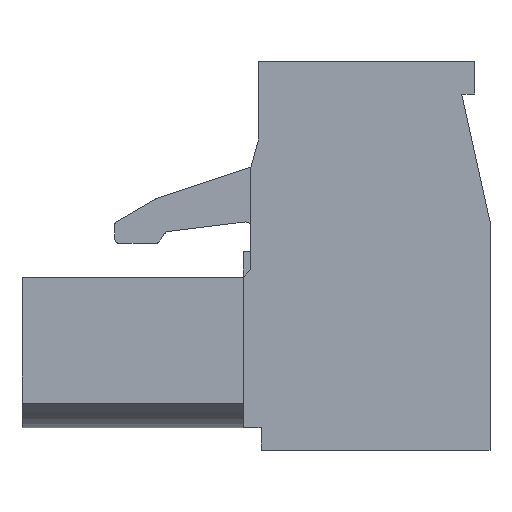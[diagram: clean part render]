
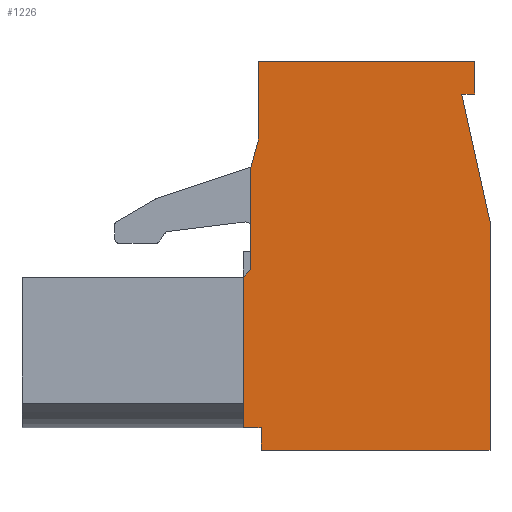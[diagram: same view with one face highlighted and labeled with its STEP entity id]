
A CAD part, left-side view. The second image highlights one B-rep face of the part: STEP entity #1226.
In plain terms, the highlighted planar face has unit normal (-1, 0, 0).
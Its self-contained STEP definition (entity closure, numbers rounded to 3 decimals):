
#1226 = ADVANCED_FACE( '', ( #2420 ), #2421, .F. );
#2420 = FACE_OUTER_BOUND( '', #3578, .T. );
#2421 = PLANE( '', #3579 );
#3578 = EDGE_LOOP( '', ( #6917, #6918, #6919, #6920, #6921, #6922, #6923, #6924, #6925, #6926, #6927, #6928, #6929 ) );
#3579 = AXIS2_PLACEMENT_3D( '', #6930, #6931, #6932 );
#6917 = ORIENTED_EDGE( '', *, *, #7037, .T. );
#6918 = ORIENTED_EDGE( '', *, *, #7052, .T. );
#6919 = ORIENTED_EDGE( '', *, *, #7847, .T. );
#6920 = ORIENTED_EDGE( '', *, *, #7516, .T. );
#6921 = ORIENTED_EDGE( '', *, *, #8191, .T. );
#6922 = ORIENTED_EDGE( '', *, *, #7127, .T. );
#6923 = ORIENTED_EDGE( '', *, *, #8160, .T. );
#6924 = ORIENTED_EDGE( '', *, *, #7790, .T. );
#6925 = ORIENTED_EDGE( '', *, *, #8304, .T. );
#6926 = ORIENTED_EDGE( '', *, *, #7218, .T. );
#6927 = ORIENTED_EDGE( '', *, *, #8226, .T. );
#6928 = ORIENTED_EDGE( '', *, *, #7337, .T. );
#6929 = ORIENTED_EDGE( '', *, *, #7468, .T. );
#6930 = CARTESIAN_POINT( '', ( -5.13, 0., 0. ) );
#6931 = DIRECTION( '', ( 1., 0., 0. ) );
#6932 = DIRECTION( '', ( 0., 0., -1. ) );
#7037 = EDGE_CURVE( '', #8395, #8403, #8405, .T. );
#7052 = EDGE_CURVE( '', #8403, #8429, #8432, .T. );
#7127 = EDGE_CURVE( '', #8563, #8561, #8564, .T. );
#7218 = EDGE_CURVE( '', #8726, #8724, #8727, .T. );
#7337 = EDGE_CURVE( '', #8926, #8924, #8927, .T. );
#7468 = EDGE_CURVE( '', #8924, #8395, #9143, .T. );
#7516 = EDGE_CURVE( '', #9218, #9216, #9219, .T. );
#7790 = EDGE_CURVE( '', #9634, #9632, #9635, .T. );
#7847 = EDGE_CURVE( '', #8429, #9218, #9718, .T. );
#8160 = EDGE_CURVE( '', #8561, #9634, #10116, .T. );
#8191 = EDGE_CURVE( '', #9216, #8563, #10152, .T. );
#8226 = EDGE_CURVE( '', #8724, #8926, #10188, .T. );
#8304 = EDGE_CURVE( '', #9632, #8726, #10266, .T. );
#8395 = VERTEX_POINT( '', #10389 );
#8403 = VERTEX_POINT( '', #10401 );
#8405 = LINE( '', #10404, #10405 );
#8429 = VERTEX_POINT( '', #10439 );
#8432 = LINE( '', #10443, #10444 );
#8561 = VERTEX_POINT( '', #10623 );
#8563 = VERTEX_POINT( '', #10626 );
#8564 = LINE( '', #10627, #10628 );
#8724 = VERTEX_POINT( '', #10849 );
#8726 = VERTEX_POINT( '', #10852 );
#8727 = LINE( '', #10853, #10854 );
#8924 = VERTEX_POINT( '', #11138 );
#8926 = VERTEX_POINT( '', #11141 );
#8927 = LINE( '', #11142, #11143 );
#9143 = LINE( '', #11459, #11460 );
#9216 = VERTEX_POINT( '', #11567 );
#9218 = VERTEX_POINT( '', #11570 );
#9219 = LINE( '', #11571, #11572 );
#9632 = VERTEX_POINT( '', #12159 );
#9634 = VERTEX_POINT( '', #12162 );
#9635 = LINE( '', #12163, #12164 );
#9718 = LINE( '', #12281, #12282 );
#10116 = LINE( '', #12873, #12874 );
#10152 = LINE( '', #12924, #12925 );
#10188 = LINE( '', #12975, #12976 );
#10266 = LINE( '', #13073, #13074 );
#10389 = CARTESIAN_POINT( '', ( -5.13, 4.85, 2.575 ) );
#10401 = CARTESIAN_POINT( '', ( -5.13, 5.15, 2.275 ) );
#10404 = CARTESIAN_POINT( '', ( -5.13, 4.85, 2.575 ) );
#10405 = VECTOR( '', #13131, 1000. );
#10439 = CARTESIAN_POINT( '', ( -5.13, 5.15, -3.575 ) );
#10443 = CARTESIAN_POINT( '', ( -5.13, 5.15, 2.275 ) );
#10444 = VECTOR( '', #13143, 1000. );
#10623 = CARTESIAN_POINT( '', ( -5.13, -4.45, 4.45 ) );
#10626 = CARTESIAN_POINT( '', ( -5.13, -4.45, -4.45 ) );
#10627 = CARTESIAN_POINT( '', ( -5.13, -4.45, -4.45 ) );
#10628 = VECTOR( '', #13222, 1000. );
#10849 = CARTESIAN_POINT( '', ( -5.13, 4.55, 10.65 ) );
#10852 = CARTESIAN_POINT( '', ( -5.13, -3.85, 10.65 ) );
#10853 = CARTESIAN_POINT( '', ( -5.13, -3.85, 10.65 ) );
#10854 = VECTOR( '', #13321, 1000. );
#11138 = CARTESIAN_POINT( '', ( -5.13, 4.85, 6.55 ) );
#11141 = CARTESIAN_POINT( '', ( -5.13, 4.55, 7.65 ) );
#11142 = CARTESIAN_POINT( '', ( -5.13, 4.55, 7.65 ) );
#11143 = VECTOR( '', #13440, 1000. );
#11459 = CARTESIAN_POINT( '', ( -5.13, 4.85, 6.55 ) );
#11460 = VECTOR( '', #13579, 1000. );
#11567 = CARTESIAN_POINT( '', ( -5.13, 4.45, -4.45 ) );
#11570 = CARTESIAN_POINT( '', ( -5.13, 4.45, -3.575 ) );
#11571 = CARTESIAN_POINT( '', ( -5.13, 4.45, -3.575 ) );
#11572 = VECTOR( '', #13624, 1000. );
#12159 = CARTESIAN_POINT( '', ( -5.13, -3.85, 9.4 ) );
#12162 = CARTESIAN_POINT( '', ( -5.13, -3.35, 9.4 ) );
#12163 = CARTESIAN_POINT( '', ( -5.13, -3.35, 9.4 ) );
#12164 = VECTOR( '', #13905, 1000. );
#12281 = CARTESIAN_POINT( '', ( -5.13, 5.15, -3.575 ) );
#12282 = VECTOR( '', #13958, 1000. );
#12873 = CARTESIAN_POINT( '', ( -5.13, -4.45, 4.45 ) );
#12874 = VECTOR( '', #14223, 1000. );
#12924 = CARTESIAN_POINT( '', ( -5.13, 4.45, -4.45 ) );
#12925 = VECTOR( '', #14256, 1000. );
#12975 = CARTESIAN_POINT( '', ( -5.13, 4.55, 10.65 ) );
#12976 = VECTOR( '', #14289, 1000. );
#13073 = CARTESIAN_POINT( '', ( -5.13, -3.85, 9.4 ) );
#13074 = VECTOR( '', #14327, 1000. );
#13131 = DIRECTION( '', ( 0., 0.707, -0.707 ) );
#13143 = DIRECTION( '', ( 0., 0., -1. ) );
#13222 = DIRECTION( '', ( 0., 0., 1. ) );
#13321 = DIRECTION( '', ( 0., 1., 0. ) );
#13440 = DIRECTION( '', ( 0., 0.263, -0.965 ) );
#13579 = DIRECTION( '', ( 0., 0., -1. ) );
#13624 = DIRECTION( '', ( 0., 0., -1. ) );
#13905 = DIRECTION( '', ( 0., -1., 0. ) );
#13958 = DIRECTION( '', ( 0., -1., 0. ) );
#14223 = DIRECTION( '', ( 0., 0.217, 0.976 ) );
#14256 = DIRECTION( '', ( 0., -1., 0. ) );
#14289 = DIRECTION( '', ( 0., 0., -1. ) );
#14327 = DIRECTION( '', ( 0., 0., 1. ) );
